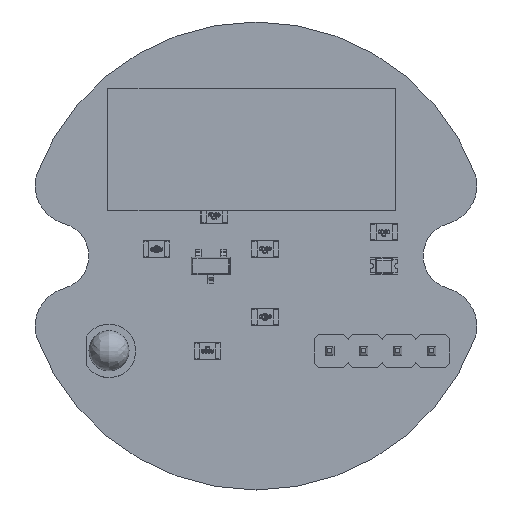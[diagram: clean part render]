
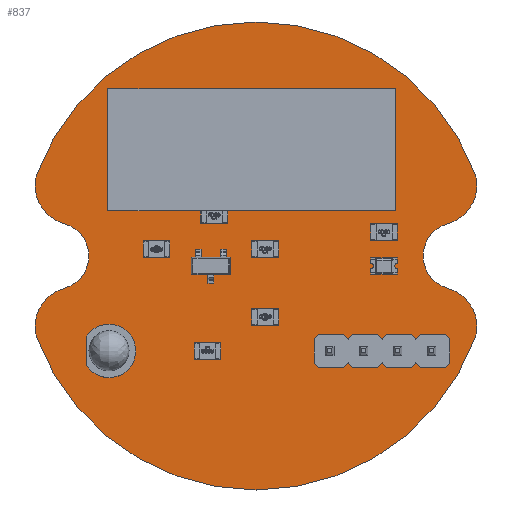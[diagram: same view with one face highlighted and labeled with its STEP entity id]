
A CAD part, top view. The second image highlights one B-rep face of the part: STEP entity #837.
In plain terms, the highlighted planar face has unit normal (0, 0, 1).
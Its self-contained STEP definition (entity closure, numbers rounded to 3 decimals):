
#96 = VERTEX_POINT('',#97);
#97 = CARTESIAN_POINT('',(36.467,49.365,0.411));
#103 = EDGE_CURVE('',#96,#104,#106,.T.);
#104 = VERTEX_POINT('',#105);
#105 = CARTESIAN_POINT('',(38.578,52.956,0.411));
#106 = CIRCLE('',#107,2.998);
#107 = AXIS2_PLACEMENT_3D('',#108,#109,#110);
#108 = CARTESIAN_POINT('',(39.382,50.068,0.411));
#109 = DIRECTION('',(0.,0.,-1.));
#110 = DIRECTION('',(-0.972,-0.234,0.));
#136 = EDGE_CURVE('',#104,#137,#139,.T.);
#137 = VERTEX_POINT('',#138);
#138 = CARTESIAN_POINT('',(38.578,57.773,0.411));
#139 = CIRCLE('',#140,2.501);
#140 = AXIS2_PLACEMENT_3D('',#141,#142,#143);
#141 = CARTESIAN_POINT('',(37.905,55.365,0.411));
#142 = DIRECTION('',(0.,0.,1.));
#143 = DIRECTION('',(0.269,-0.963,0.));
#169 = EDGE_CURVE('',#137,#170,#172,.T.);
#170 = VERTEX_POINT('',#171);
#171 = CARTESIAN_POINT('',(36.467,61.365,0.411));
#172 = CIRCLE('',#173,2.998);
#173 = AXIS2_PLACEMENT_3D('',#174,#175,#176);
#174 = CARTESIAN_POINT('',(39.382,60.662,0.411));
#175 = DIRECTION('',(0.,0.,-1.));
#176 = DIRECTION('',(-0.268,-0.963,0.));
#202 = EDGE_CURVE('',#170,#203,#205,.T.);
#203 = VERTEX_POINT('',#204);
#204 = CARTESIAN_POINT('',(69.346,61.365,0.411));
#205 = CIRCLE('',#206,17.5);
#206 = AXIS2_PLACEMENT_3D('',#207,#208,#209);
#207 = CARTESIAN_POINT('',(52.906,55.365,0.411));
#208 = DIRECTION('',(0.,0.,-1.));
#209 = DIRECTION('',(-0.939,0.343,0.));
#235 = EDGE_CURVE('',#203,#236,#238,.T.);
#236 = VERTEX_POINT('',#237);
#237 = CARTESIAN_POINT('',(67.235,57.773,0.411));
#238 = CIRCLE('',#239,3.001);
#239 = AXIS2_PLACEMENT_3D('',#240,#241,#242);
#240 = CARTESIAN_POINT('',(66.429,60.663,0.411));
#241 = DIRECTION('',(0.,0.,-1.));
#242 = DIRECTION('',(0.972,0.234,0.));
#268 = EDGE_CURVE('',#236,#269,#271,.T.);
#269 = VERTEX_POINT('',#270);
#270 = CARTESIAN_POINT('',(67.235,52.956,0.411));
#271 = CIRCLE('',#272,2.5);
#272 = AXIS2_PLACEMENT_3D('',#273,#274,#275);
#273 = CARTESIAN_POINT('',(67.906,55.365,0.411));
#274 = DIRECTION('',(0.,0.,1.));
#275 = DIRECTION('',(-0.268,0.963,0.));
#301 = EDGE_CURVE('',#269,#302,#304,.T.);
#302 = VERTEX_POINT('',#303);
#303 = CARTESIAN_POINT('',(69.346,49.365,0.411));
#304 = CIRCLE('',#305,3.);
#305 = AXIS2_PLACEMENT_3D('',#306,#307,#308);
#306 = CARTESIAN_POINT('',(66.429,50.066,0.411));
#307 = DIRECTION('',(0.,0.,-1.));
#308 = DIRECTION('',(0.269,0.963,0.));
#334 = EDGE_CURVE('',#302,#96,#335,.T.);
#335 = CIRCLE('',#336,17.5);
#336 = AXIS2_PLACEMENT_3D('',#337,#338,#339);
#337 = CARTESIAN_POINT('',(52.906,55.365,0.411));
#338 = DIRECTION('',(0.,0.,-1.));
#339 = DIRECTION('',(0.939,-0.343,0.));
#360 = VERTEX_POINT('',#361);
#361 = CARTESIAN_POINT('',(41.021,48.26,0.411));
#367 = EDGE_CURVE('',#360,#360,#368,.T.);
#368 = CIRCLE('',#369,0.381);
#369 = AXIS2_PLACEMENT_3D('',#370,#371,#372);
#370 = CARTESIAN_POINT('',(40.64,48.26,0.411));
#371 = DIRECTION('',(0.,0.,1.));
#372 = DIRECTION('',(1.,0.,0.));
#393 = VERTEX_POINT('',#394);
#394 = CARTESIAN_POINT('',(43.561,48.26,0.411));
#400 = EDGE_CURVE('',#393,#393,#401,.T.);
#401 = CIRCLE('',#402,0.381);
#402 = AXIS2_PLACEMENT_3D('',#403,#404,#405);
#403 = CARTESIAN_POINT('',(43.18,48.26,0.411));
#404 = DIRECTION('',(0.,0.,1.));
#405 = DIRECTION('',(1.,0.,0.));
#426 = VERTEX_POINT('',#427);
#427 = CARTESIAN_POINT('',(43.58,62.23,0.411));
#433 = EDGE_CURVE('',#426,#426,#434,.T.);
#434 = CIRCLE('',#435,0.4);
#435 = AXIS2_PLACEMENT_3D('',#436,#437,#438);
#436 = CARTESIAN_POINT('',(43.18,62.23,0.411));
#437 = DIRECTION('',(0.,0.,1.));
#438 = DIRECTION('',(1.,0.,0.));
#459 = VERTEX_POINT('',#460);
#460 = CARTESIAN_POINT('',(46.12,62.23,0.411));
#466 = EDGE_CURVE('',#459,#459,#467,.T.);
#467 = CIRCLE('',#468,0.4);
#468 = AXIS2_PLACEMENT_3D('',#469,#470,#471);
#469 = CARTESIAN_POINT('',(45.72,62.23,0.411));
#470 = DIRECTION('',(0.,0.,1.));
#471 = DIRECTION('',(1.,0.,0.));
#492 = VERTEX_POINT('',#493);
#493 = CARTESIAN_POINT('',(51.2,62.23,0.411));
#499 = EDGE_CURVE('',#492,#492,#500,.T.);
#500 = CIRCLE('',#501,0.4);
#501 = AXIS2_PLACEMENT_3D('',#502,#503,#504);
#502 = CARTESIAN_POINT('',(50.8,62.23,0.411));
#503 = DIRECTION('',(0.,0.,1.));
#504 = DIRECTION('',(1.,0.,0.));
#525 = VERTEX_POINT('',#526);
#526 = CARTESIAN_POINT('',(48.66,62.23,0.411));
#532 = EDGE_CURVE('',#525,#525,#533,.T.);
#533 = CIRCLE('',#534,0.4);
#534 = AXIS2_PLACEMENT_3D('',#535,#536,#537);
#535 = CARTESIAN_POINT('',(48.26,62.23,0.411));
#536 = DIRECTION('',(0.,0.,1.));
#537 = DIRECTION('',(1.,0.,0.));
#558 = VERTEX_POINT('',#559);
#559 = CARTESIAN_POINT('',(58.92,48.26,0.411));
#565 = EDGE_CURVE('',#558,#558,#566,.T.);
#566 = CIRCLE('',#567,0.5);
#567 = AXIS2_PLACEMENT_3D('',#568,#569,#570);
#568 = CARTESIAN_POINT('',(58.42,48.26,0.411));
#569 = DIRECTION('',(0.,0.,1.));
#570 = DIRECTION('',(1.,0.,0.));
#591 = VERTEX_POINT('',#592);
#592 = CARTESIAN_POINT('',(66.54,48.26,0.411));
#598 = EDGE_CURVE('',#591,#591,#599,.T.);
#599 = CIRCLE('',#600,0.5);
#600 = AXIS2_PLACEMENT_3D('',#601,#602,#603);
#601 = CARTESIAN_POINT('',(66.04,48.26,0.411));
#602 = DIRECTION('',(0.,0.,1.));
#603 = DIRECTION('',(1.,0.,0.));
#624 = VERTEX_POINT('',#625);
#625 = CARTESIAN_POINT('',(61.46,48.26,0.411));
#631 = EDGE_CURVE('',#624,#624,#632,.T.);
#632 = CIRCLE('',#633,0.5);
#633 = AXIS2_PLACEMENT_3D('',#634,#635,#636);
#634 = CARTESIAN_POINT('',(60.96,48.26,0.411));
#635 = DIRECTION('',(0.,0.,1.));
#636 = DIRECTION('',(1.,0.,0.));
#657 = VERTEX_POINT('',#658);
#658 = CARTESIAN_POINT('',(58.82,62.23,0.411));
#664 = EDGE_CURVE('',#657,#657,#665,.T.);
#665 = CIRCLE('',#666,0.4);
#666 = AXIS2_PLACEMENT_3D('',#667,#668,#669);
#667 = CARTESIAN_POINT('',(58.42,62.23,0.411));
#668 = DIRECTION('',(0.,0.,1.));
#669 = DIRECTION('',(1.,0.,0.));
#690 = VERTEX_POINT('',#691);
#691 = CARTESIAN_POINT('',(56.28,62.23,0.411));
#697 = EDGE_CURVE('',#690,#690,#698,.T.);
#698 = CIRCLE('',#699,0.4);
#699 = AXIS2_PLACEMENT_3D('',#700,#701,#702);
#700 = CARTESIAN_POINT('',(55.88,62.23,0.411));
#701 = DIRECTION('',(0.,0.,1.));
#702 = DIRECTION('',(1.,0.,0.));
#723 = VERTEX_POINT('',#724);
#724 = CARTESIAN_POINT('',(64.,48.26,0.411));
#730 = EDGE_CURVE('',#723,#723,#731,.T.);
#731 = CIRCLE('',#732,0.5);
#732 = AXIS2_PLACEMENT_3D('',#733,#734,#735);
#733 = CARTESIAN_POINT('',(63.5,48.26,0.411));
#734 = DIRECTION('',(0.,0.,1.));
#735 = DIRECTION('',(1.,0.,0.));
#756 = VERTEX_POINT('',#757);
#757 = CARTESIAN_POINT('',(61.36,62.23,0.411));
#763 = EDGE_CURVE('',#756,#756,#764,.T.);
#764 = CIRCLE('',#765,0.4);
#765 = AXIS2_PLACEMENT_3D('',#766,#767,#768);
#766 = CARTESIAN_POINT('',(60.96,62.23,0.411));
#767 = DIRECTION('',(0.,0.,1.));
#768 = DIRECTION('',(1.,0.,0.));
#837 = ADVANCED_FACE('',(#838,#848,#851,#854,#857,#860,#863,#866,#869,
    #872,#875,#878,#881,#884),#887,.T.);
#838 = FACE_BOUND('',#839,.F.);
#839 = EDGE_LOOP('',(#840,#841,#842,#843,#844,#845,#846,#847));
#840 = ORIENTED_EDGE('',*,*,#103,.T.);
#841 = ORIENTED_EDGE('',*,*,#136,.T.);
#842 = ORIENTED_EDGE('',*,*,#169,.T.);
#843 = ORIENTED_EDGE('',*,*,#202,.T.);
#844 = ORIENTED_EDGE('',*,*,#235,.T.);
#845 = ORIENTED_EDGE('',*,*,#268,.T.);
#846 = ORIENTED_EDGE('',*,*,#301,.T.);
#847 = ORIENTED_EDGE('',*,*,#334,.T.);
#848 = FACE_BOUND('',#849,.T.);
#849 = EDGE_LOOP('',(#850));
#850 = ORIENTED_EDGE('',*,*,#367,.F.);
#851 = FACE_BOUND('',#852,.T.);
#852 = EDGE_LOOP('',(#853));
#853 = ORIENTED_EDGE('',*,*,#400,.F.);
#854 = FACE_BOUND('',#855,.T.);
#855 = EDGE_LOOP('',(#856));
#856 = ORIENTED_EDGE('',*,*,#433,.F.);
#857 = FACE_BOUND('',#858,.T.);
#858 = EDGE_LOOP('',(#859));
#859 = ORIENTED_EDGE('',*,*,#466,.F.);
#860 = FACE_BOUND('',#861,.T.);
#861 = EDGE_LOOP('',(#862));
#862 = ORIENTED_EDGE('',*,*,#499,.F.);
#863 = FACE_BOUND('',#864,.T.);
#864 = EDGE_LOOP('',(#865));
#865 = ORIENTED_EDGE('',*,*,#532,.F.);
#866 = FACE_BOUND('',#867,.T.);
#867 = EDGE_LOOP('',(#868));
#868 = ORIENTED_EDGE('',*,*,#565,.F.);
#869 = FACE_BOUND('',#870,.T.);
#870 = EDGE_LOOP('',(#871));
#871 = ORIENTED_EDGE('',*,*,#598,.F.);
#872 = FACE_BOUND('',#873,.T.);
#873 = EDGE_LOOP('',(#874));
#874 = ORIENTED_EDGE('',*,*,#631,.F.);
#875 = FACE_BOUND('',#876,.T.);
#876 = EDGE_LOOP('',(#877));
#877 = ORIENTED_EDGE('',*,*,#664,.F.);
#878 = FACE_BOUND('',#879,.T.);
#879 = EDGE_LOOP('',(#880));
#880 = ORIENTED_EDGE('',*,*,#697,.F.);
#881 = FACE_BOUND('',#882,.T.);
#882 = EDGE_LOOP('',(#883));
#883 = ORIENTED_EDGE('',*,*,#730,.F.);
#884 = FACE_BOUND('',#885,.T.);
#885 = EDGE_LOOP('',(#886));
#886 = ORIENTED_EDGE('',*,*,#763,.F.);
#887 = PLANE('',#888);
#888 = AXIS2_PLACEMENT_3D('',#889,#890,#891);
#889 = CARTESIAN_POINT('',(36.467,49.365,0.411));
#890 = DIRECTION('',(0.,0.,1.));
#891 = DIRECTION('',(1.,0.,0.));
